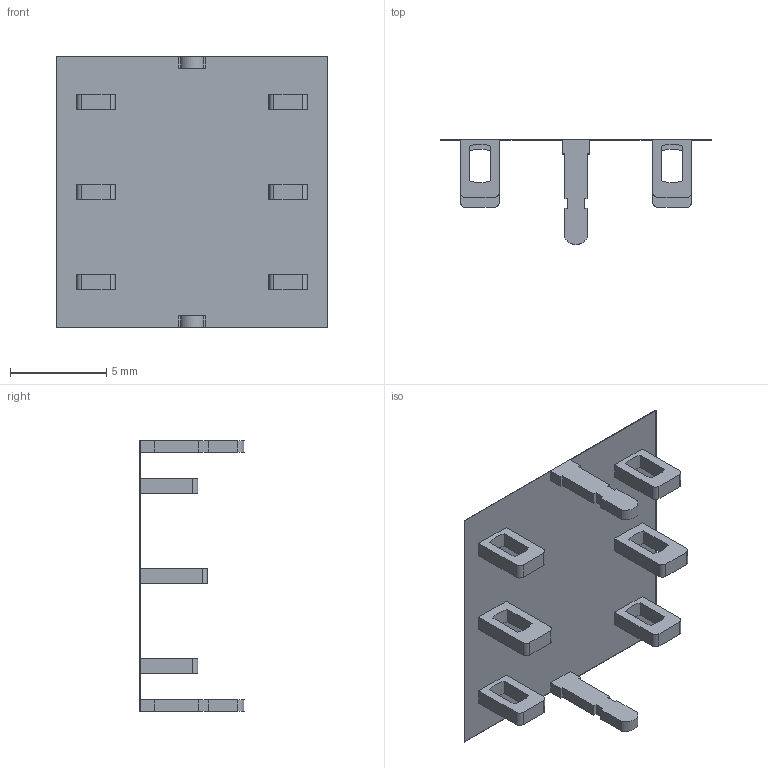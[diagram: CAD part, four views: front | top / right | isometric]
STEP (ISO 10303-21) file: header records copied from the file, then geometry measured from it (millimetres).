
FILE_DESCRIPTION(/* description */ ('TL Series - Fully Illuminated Toggles - pins-'),/* implementation_level */ '2;1');
FILE_NAME(/* name */ 'tlD-pins.ipt.step',/* time_stamp */ '2014-01-07T11:08:15-08:00',/* author */ ('Cadenas PARTsolutions'),/* organization */ ('NKKSWITCHES'),/* preprocessor_version */ 'ST-DEVELOPER v15.2',/* originating_system */ 'Autodesk Inventor 2014',/* authorisation */ '');
FILE_SCHEMA (('AUTOMOTIVE_DESIGN { 1 0 10303 214 3 1 1 }'));
Length unit declared in the file: inch
Products named in the file (1): tlD-pins
Bounding box: 14.1 x 5.46 x 14.1 mm (x, y, z)
Volume: 32.6 mm3; surface area: 544.4 mm2
Topology: 1 solids, 1 shells, 104 faces, 288 edges, 192 vertices
Faces by surface type: plane 78, cylinder 26
Entity records: 3351 total; most frequent: CARTESIAN_POINT 585, ORIENTED_EDGE 576, DIRECTION 550, EDGE_CURVE 288, LINE 236, VECTOR 236, VERTEX_POINT 192, AXIS2_PLACEMENT_3D 157
